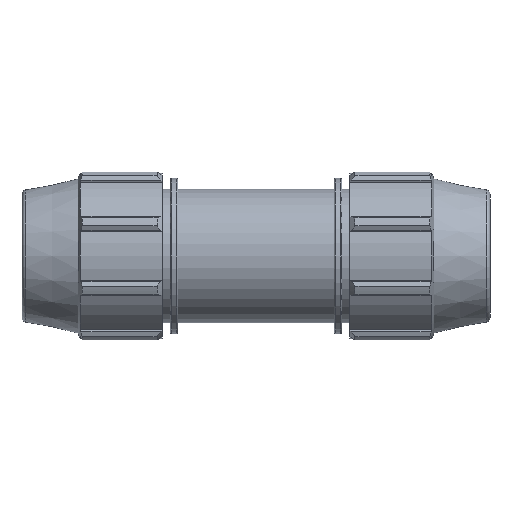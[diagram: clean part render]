
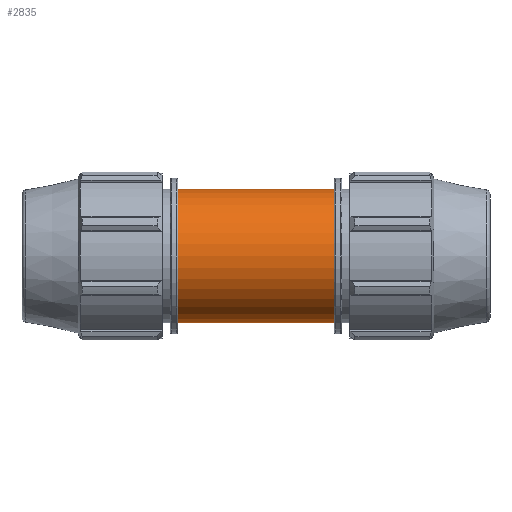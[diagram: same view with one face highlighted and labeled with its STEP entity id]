
A CAD part, front view. The second image highlights one B-rep face of the part: STEP entity #2835.
In plain terms, the highlighted cylindrical face has radius 30.75 mm (diameter 61.5 mm), a full revolution.
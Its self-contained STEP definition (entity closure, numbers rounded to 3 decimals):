
#612=FACE_BOUND('',#964,.T.);
#613=FACE_BOUND('',#965,.T.);
#616=B_SPLINE_CURVE_WITH_KNOTS('',3,(#3858,#3859,#3860,#3861,#3862,#3863,
#3864,#3865,#3866,#3867,#3868,#3869,#3870,#3871,#3872,#3873,#3874,#3875,
#3876,#3877,#3878,#3879,#3880,#3881,#3882,#3883,#3884,#3885,#3886,#3887,
#3888,#3889,#3890,#3891,#3892,#3893,#3894,#3895,#3896,#3897,#3898,#3899,
#3900,#3901,#3902,#3903,#3904,#3905,#3906,#3907),.UNSPECIFIED.,.T.,.F.,
(4,2,2,2,2,2,2,2,2,2,2,2,2,2,2,2,2,2,2,2,2,2,2,2,4),(0.,0.253,
0.506,1.011,1.516,1.769,2.021,
2.273,2.526,3.031,3.536,3.789,
4.042,4.295,4.548,5.053,5.558,
5.81,6.063,6.315,6.568,7.073,
7.578,7.831,8.084),.UNSPECIFIED.);
#769=FACE_OUTER_BOUND('',#963,.T.);
#963=EDGE_LOOP('',(#2478));
#964=EDGE_LOOP('',(#2479));
#965=EDGE_LOOP('',(#2480));
#1028=CIRCLE('',#2955,30.75);
#1084=CIRCLE('',#3085,30.75);
#1090=VERTEX_POINT('',#3857);
#1221=VERTEX_POINT('',#4368);
#1349=VERTEX_POINT('',#4827);
#1355=EDGE_CURVE('',#1090,#1090,#616,.T.);
#1533=EDGE_CURVE('',#1221,#1221,#1028,.T.);
#1726=EDGE_CURVE('',#1349,#1349,#1084,.T.);
#2478=ORIENTED_EDGE('',*,*,#1533,.T.);
#2479=ORIENTED_EDGE('',*,*,#1355,.T.);
#2480=ORIENTED_EDGE('',*,*,#1726,.F.);
#2527=CYLINDRICAL_SURFACE('',#3110,30.75);
#2835=ADVANCED_FACE('',(#769,#612,#613),#2527,.T.);
#2955=AXIS2_PLACEMENT_3D('',#4369,#3432,#3433);
#3085=AXIS2_PLACEMENT_3D('',#4828,#3797,#3798);
#3110=AXIS2_PLACEMENT_3D('',#4857,#3847,#3848);
#3432=DIRECTION('center_axis',(1.,0.,0.));
#3433=DIRECTION('ref_axis',(0.,0.,-1.));
#3797=DIRECTION('center_axis',(1.,0.,0.));
#3798=DIRECTION('ref_axis',(0.,0.,-1.));
#3847=DIRECTION('center_axis',(1.,0.,0.));
#3848=DIRECTION('ref_axis',(0.,1.,0.));
#3857=CARTESIAN_POINT('',(0.,27.763,13.221));
#3858=CARTESIAN_POINT('Ctrl Pts',(0.,27.763,
13.221));
#3859=CARTESIAN_POINT('Ctrl Pts',(-0.843,27.763,13.221));
#3860=CARTESIAN_POINT('Ctrl Pts',(-1.71,27.802,13.139));
#3861=CARTESIAN_POINT('Ctrl Pts',(-3.427,27.961,12.799));
#3862=CARTESIAN_POINT('Ctrl Pts',(-4.277,28.079,12.54));
#3863=CARTESIAN_POINT('Ctrl Pts',(-6.714,28.519,11.524));
#3864=CARTESIAN_POINT('Ctrl Pts',(-8.186,28.924,10.511));
#3865=CARTESIAN_POINT('Ctrl Pts',(-10.509,29.665,8.187));
#3866=CARTESIAN_POINT('Ctrl Pts',(-11.523,30.053,6.715));
#3867=CARTESIAN_POINT('Ctrl Pts',(-12.541,30.462,4.277));
#3868=CARTESIAN_POINT('Ctrl Pts',(-12.799,30.571,3.426));
#3869=CARTESIAN_POINT('Ctrl Pts',(-13.139,30.715,1.708));
#3870=CARTESIAN_POINT('Ctrl Pts',(-13.221,30.75,0.841));
#3871=CARTESIAN_POINT('Ctrl Pts',(-13.221,30.75,-0.841));
#3872=CARTESIAN_POINT('Ctrl Pts',(-13.139,30.715,-1.708));
#3873=CARTESIAN_POINT('Ctrl Pts',(-12.799,30.571,-3.426));
#3874=CARTESIAN_POINT('Ctrl Pts',(-12.541,30.462,-4.277));
#3875=CARTESIAN_POINT('Ctrl Pts',(-11.523,30.053,-6.715));
#3876=CARTESIAN_POINT('Ctrl Pts',(-10.509,29.665,-8.187));
#3877=CARTESIAN_POINT('Ctrl Pts',(-8.186,28.924,-10.511));
#3878=CARTESIAN_POINT('Ctrl Pts',(-6.714,28.519,-11.524));
#3879=CARTESIAN_POINT('Ctrl Pts',(-4.277,28.079,-12.54));
#3880=CARTESIAN_POINT('Ctrl Pts',(-3.427,27.961,-12.799));
#3881=CARTESIAN_POINT('Ctrl Pts',(-1.71,27.802,-13.139));
#3882=CARTESIAN_POINT('Ctrl Pts',(-0.843,27.763,-13.221));
#3883=CARTESIAN_POINT('Ctrl Pts',(0.843,27.763,-13.221));
#3884=CARTESIAN_POINT('Ctrl Pts',(1.71,27.802,-13.139));
#3885=CARTESIAN_POINT('Ctrl Pts',(3.427,27.961,-12.799));
#3886=CARTESIAN_POINT('Ctrl Pts',(4.277,28.079,-12.54));
#3887=CARTESIAN_POINT('Ctrl Pts',(6.714,28.519,-11.524));
#3888=CARTESIAN_POINT('Ctrl Pts',(8.186,28.924,-10.511));
#3889=CARTESIAN_POINT('Ctrl Pts',(10.509,29.665,-8.187));
#3890=CARTESIAN_POINT('Ctrl Pts',(11.523,30.053,-6.715));
#3891=CARTESIAN_POINT('Ctrl Pts',(12.541,30.462,-4.277));
#3892=CARTESIAN_POINT('Ctrl Pts',(12.799,30.571,-3.426));
#3893=CARTESIAN_POINT('Ctrl Pts',(13.139,30.715,-1.708));
#3894=CARTESIAN_POINT('Ctrl Pts',(13.221,30.75,-0.841));
#3895=CARTESIAN_POINT('Ctrl Pts',(13.221,30.75,0.841));
#3896=CARTESIAN_POINT('Ctrl Pts',(13.139,30.715,1.708));
#3897=CARTESIAN_POINT('Ctrl Pts',(12.799,30.571,3.426));
#3898=CARTESIAN_POINT('Ctrl Pts',(12.541,30.462,4.277));
#3899=CARTESIAN_POINT('Ctrl Pts',(11.523,30.053,6.715));
#3900=CARTESIAN_POINT('Ctrl Pts',(10.509,29.665,8.187));
#3901=CARTESIAN_POINT('Ctrl Pts',(8.186,28.924,10.511));
#3902=CARTESIAN_POINT('Ctrl Pts',(6.714,28.519,11.524));
#3903=CARTESIAN_POINT('Ctrl Pts',(4.277,28.079,12.54));
#3904=CARTESIAN_POINT('Ctrl Pts',(3.427,27.961,12.799));
#3905=CARTESIAN_POINT('Ctrl Pts',(1.71,27.802,13.139));
#3906=CARTESIAN_POINT('Ctrl Pts',(0.843,27.763,13.221));
#3907=CARTESIAN_POINT('Ctrl Pts',(0.,27.763,
13.221));
#4368=CARTESIAN_POINT('',(-35.833,30.75,0.));
#4369=CARTESIAN_POINT('Origin',(-35.833,0.,
0.));
#4827=CARTESIAN_POINT('',(35.833,30.75,0.));
#4828=CARTESIAN_POINT('Origin',(35.833,0.,0.));
#4857=CARTESIAN_POINT('Origin',(17.917,0.,0.));
